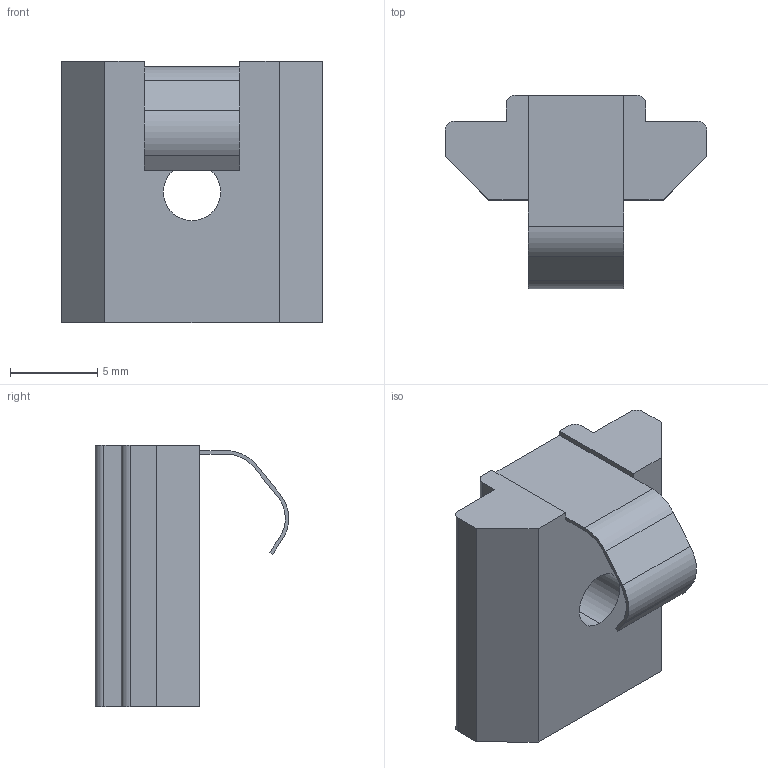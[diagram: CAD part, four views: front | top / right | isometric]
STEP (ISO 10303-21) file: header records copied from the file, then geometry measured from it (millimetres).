
FILE_DESCRIPTION (( 'STEP AP203' ), '1' );
FILE_NAME ('084.302.119.STEP', '2018-03-12T13:38:42', ( '' ), ( '' ), 'SwSTEP 2.0', 'SolidWorks 2016', '' );
FILE_SCHEMA (( 'CONFIG_CONTROL_DESIGN' ));
Length unit declared in the file: millimetre
Products named in the file (1): 084.302.119
Bounding box: 15 x 11.11 x 15 mm (x, y, z)
Volume: 1044.5 mm3; surface area: 870.2 mm2
Topology: 1 solids, 1 shells, 34 faces, 94 edges, 62 vertices
Faces by surface type: plane 24, cylinder 10
Entity records: 1163 total; most frequent: CARTESIAN_POINT 191, ORIENTED_EDGE 188, DIRECTION 184, EDGE_CURVE 94, VECTOR 74, LINE 74, VERTEX_POINT 62, AXIS2_PLACEMENT_3D 55
